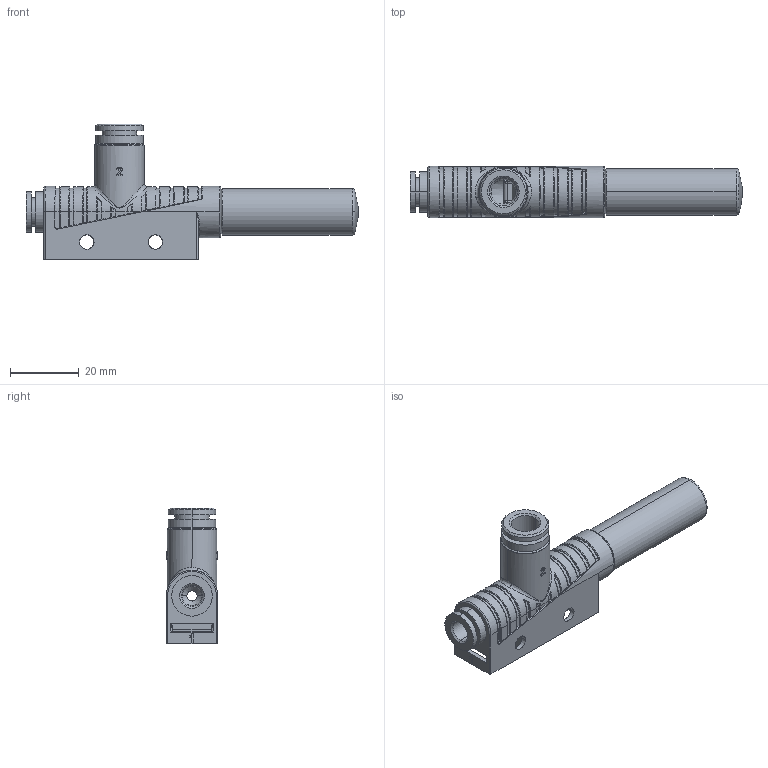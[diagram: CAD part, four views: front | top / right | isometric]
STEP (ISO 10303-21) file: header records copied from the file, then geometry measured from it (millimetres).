
FILE_DESCRIPTION (( 'STEP AP203' ), '1' );
FILE_NAME ('10.02.01.00566.step', '2021-04-14T12:34:07', ( '' ), ( '' ), 'SwSTEP 2.0', 'SolidWorks 2021', '' );
FILE_SCHEMA (( 'CONFIG_CONTROL_DESIGN' ));
Length unit declared in the file: millimetre
Products named in the file (1): 10.02.01.00566
Bounding box: 96.74 x 15 x 39.6 mm (x, y, z)
Volume: 13849.8 mm3; surface area: 12602.6 mm2
Topology: 5 solids, 5 shells, 517 faces, 1325 edges, 833 vertices
Faces by surface type: plane 197, cylinder 120, bspline 107, cone 66, torus 26, sphere 1
Entity records: 60318 total; most frequent: CARTESIAN_POINT 48977, ORIENTED_EDGE 2638, DIRECTION 1915, EDGE_CURVE 1319, VERTEX_POINT 832, AXIS2_PLACEMENT_3D 680, EDGE_LOOP 561, VECTOR 555
